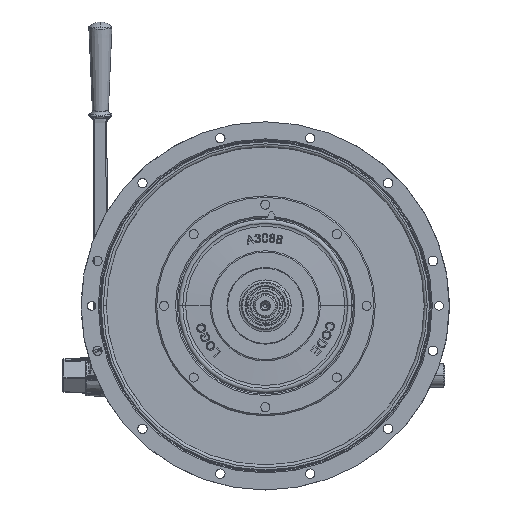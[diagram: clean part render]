
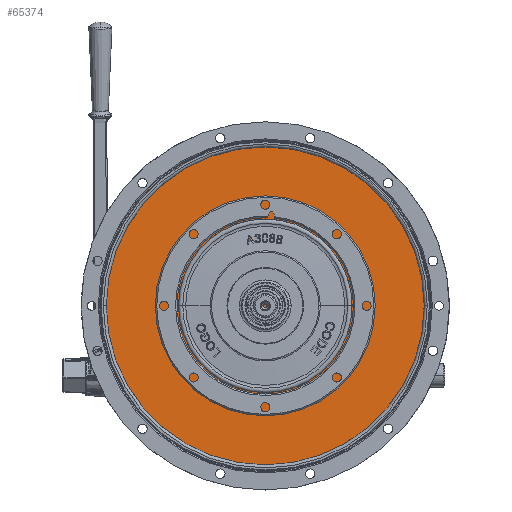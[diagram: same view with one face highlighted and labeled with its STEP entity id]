
A CAD part, top view. The second image highlights one B-rep face of the part: STEP entity #65374.
In plain terms, the highlighted planar face has unit normal (0, 0, 1).
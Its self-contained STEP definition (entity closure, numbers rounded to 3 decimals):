
#5267 = EDGE_LOOP ( 'NONE', ( #57370, #57354 ) ) ;
#9541 = AXIS2_PLACEMENT_3D ( 'NONE', #68573, #68589, #68591 ) ;
#9614 = AXIS2_PLACEMENT_3D ( 'NONE', #69772, #69781, #69782 ) ;
#11071 = VERTEX_POINT ( 'NONE', #87429 ) ;
#11120 = VERTEX_POINT ( 'NONE', #87601 ) ;
#32662 = EDGE_CURVE ( 'NONE', #11071, #11120, #84119, .T. ) ;
#32759 = EDGE_CURVE ( 'NONE', #11120, #11071, #71360, .T. ) ;
#44592 = CARTESIAN_POINT ( 'NONE',  ( 0., 0., 0. ) ) ;
#44620 = PLANE ( 'NONE',  #102458 ) ;
#44632 = DIRECTION ( 'NONE',  ( 0., 0., 1. ) ) ;
#44633 = DIRECTION ( 'NONE',  ( 1., -0.012, 0. ) ) ;
#46719 = FACE_OUTER_BOUND ( 'NONE', #5267, .T. ) ;
#57354 = ORIENTED_EDGE ( 'NONE', *, *, #32662, .T. ) ;
#57370 = ORIENTED_EDGE ( 'NONE', *, *, #32759, .T. ) ;
#65374 = ADVANCED_FACE ( 'NONE', ( #46719 ), #44620, .T. ) ;
#68573 = CARTESIAN_POINT ( 'NONE',  ( 0., 0., 0. ) ) ;
#68589 = DIRECTION ( 'NONE',  ( 0., 0., 1. ) ) ;
#68591 = DIRECTION ( 'NONE',  ( 1., -0.012, 0. ) ) ;
#69772 = CARTESIAN_POINT ( 'NONE',  ( 0., 0., 0. ) ) ;
#69781 = DIRECTION ( 'NONE',  ( 0., 0., 1. ) ) ;
#69782 = DIRECTION ( 'NONE',  ( 1., -0.012, 0. ) ) ;
#71360 = CIRCLE ( 'NONE', #9614, 177.8 ) ;
#84119 = CIRCLE ( 'NONE', #9541, 177.8 ) ;
#87429 = CARTESIAN_POINT ( 'NONE',  ( -177.786, 2.2, 0. ) ) ;
#87601 = CARTESIAN_POINT ( 'NONE',  ( 177.786, -2.2, 0. ) ) ;
#102458 = AXIS2_PLACEMENT_3D ( 'NONE', #44592, #44632, #44633 ) ;
